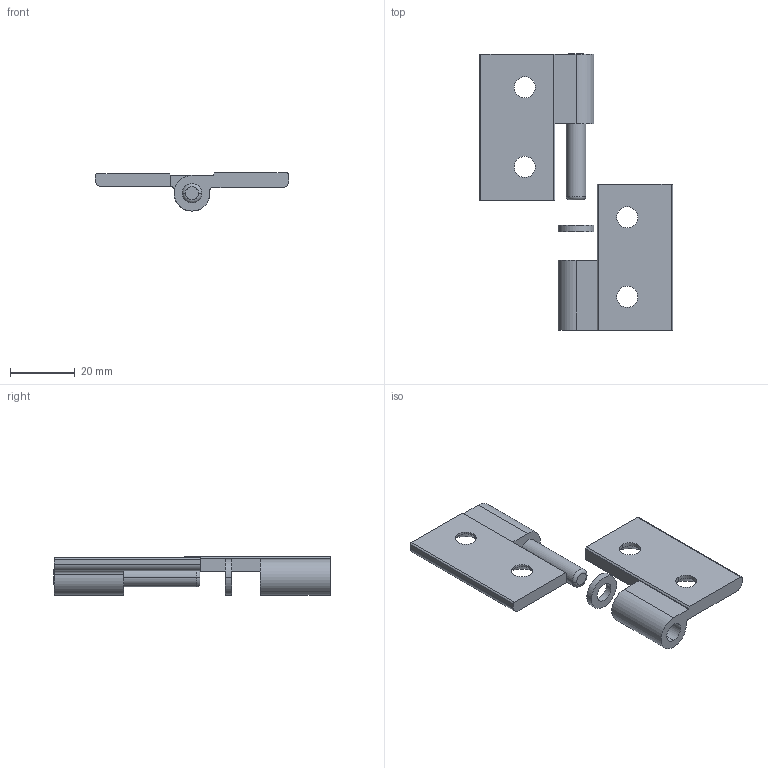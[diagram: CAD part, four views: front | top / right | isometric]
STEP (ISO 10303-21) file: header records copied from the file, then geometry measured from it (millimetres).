
FILE_DESCRIPTION((''),'2;1');
FILE_NAME('HINGES_ASM','2021-03-31T',('rdm-xlzou'),(''),'PRO/ENGINEER BY PARAMETRIC TECHNOLOGY CORPORATION, 2007030','PRO/ENGINEER BY PARAMETRIC TECHNOLOGY CORPORATION, 2007030','');
FILE_SCHEMA(('CONFIG_CONTROL_DESIGN'));
Length unit declared in the file: millimetre
Products named in the file (5): HINGES_L; HINGES_R; SHAFT; GASKET; HINGES_ASM
Assembly tree (4 placements, depth 2):
  HINGES_ASM
    HINGES_L
    HINGES_R
    SHAFT
    GASKET
Bounding box: 59.5 x 85.1 x 11.75 mm (x, y, z)
Volume: 12350.1 mm3; surface area: 8791.2 mm2
Topology: 4 solids, 4 shells, 60 faces, 143 edges, 91 vertices
Faces by surface type: cylinder 26, plane 22, cone 8, torus 4
Entity records: 1908 total; most frequent: DIRECTION 349, CARTESIAN_POINT 303, ORIENTED_EDGE 286, EDGE_CURVE 143, AXIS2_PLACEMENT_3D 137, VERTEX_POINT 91, VECTOR 75, LINE 75
